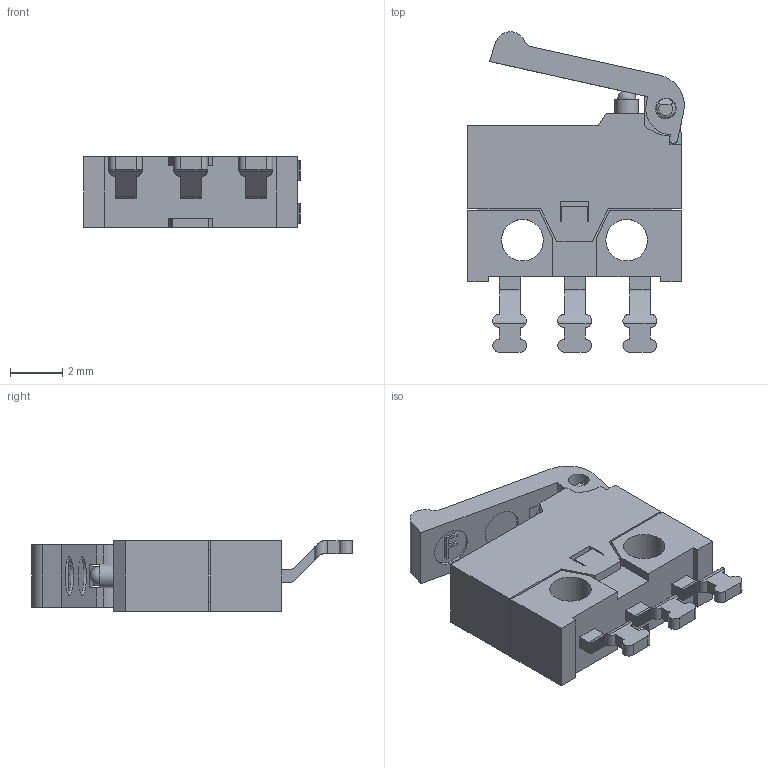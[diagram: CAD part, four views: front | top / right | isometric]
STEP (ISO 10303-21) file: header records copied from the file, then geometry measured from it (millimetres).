
FILE_DESCRIPTION(/* description */ ('STEP AP242','CAx-IF Rec.Pracs.---Representation and Presentation of Product Manufacturing Information (PMI)---4.0---2014-10-13','CAx-IF Rec.Pracs.---3D Tessellated Geometry---0.4---2014-09-14','2;1'),/* implementation_level */ '2;1');
FILE_NAME(/* name */ 'MDS6500AL02SR',/* time_stamp */ '2025-10-17T23:39:58+02:00',/* author */ ('License CC BY-ND 4.0'),/* organization */ ('CADENAS'),/* preprocessor_version */ 'ST-DEVELOPER v19.3',/* originating_system */ 'PARTsolutions',/* authorisation */ ' ');
FILE_SCHEMA (('AP242_MANAGED_MODEL_BASED_3D_ENGINEERING_MIM_LF { 1 0 10303 442 1 1 4 }'));
Length unit declared in the file: inch
Products named in the file (3): MDS6500AL02SR; MDS6500AL02SR_PART1; MDS6500AL02SR_PART2
Assembly tree (2 placements, depth 2):
  MDS6500AL02SR
    MDS6500AL02SR_PART1
    MDS6500AL02SR_PART2
Bounding box: 8.31 x 12.3 x 2.7 mm (x, y, z)
Volume: 99.3 mm3; surface area: 425.7 mm2
Topology: 2 solids, 2 shells, 234 faces, 645 edges, 430 vertices
Faces by surface type: plane 176, cylinder 54, torus 3, sphere 1
Full cylindrical faces by diameter (mm): 0.74 x2, 0.8 x2, 0.9 x1, 0.97 x1, 1.5 x2, 1.6 x2
Entity records: 7485 total; most frequent: CARTESIAN_POINT 1461, ORIENTED_EDGE 1250, DIRECTION 1196, EDGE_CURVE 625, LINE 490, VECTOR 490, VERTEX_POINT 422, AXIS2_PLACEMENT_3D 353
